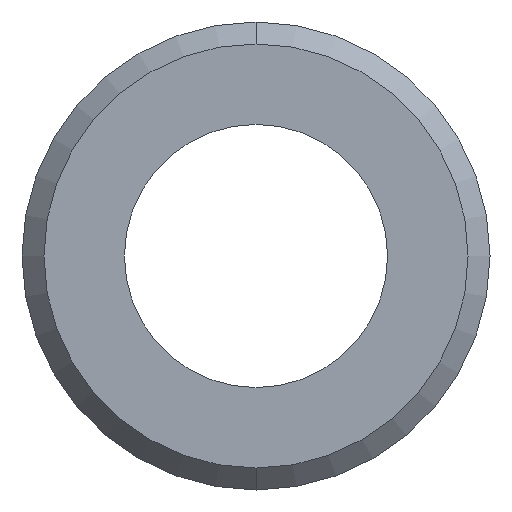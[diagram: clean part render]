
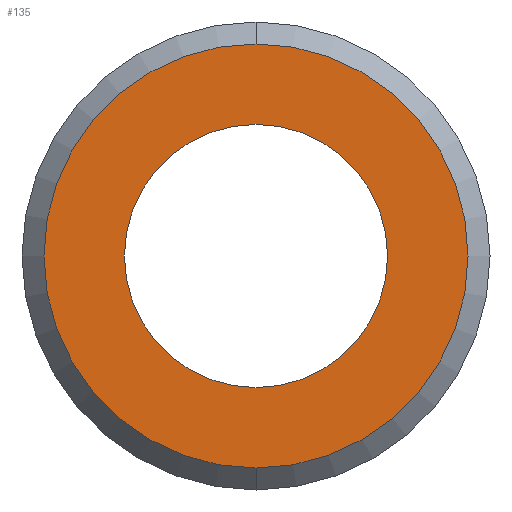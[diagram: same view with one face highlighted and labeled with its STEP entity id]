
A CAD part, front view. The second image highlights one B-rep face of the part: STEP entity #135.
In plain terms, the highlighted planar face has unit normal (0, -1, 0).
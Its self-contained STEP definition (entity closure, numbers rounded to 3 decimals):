
#1 = DIRECTION ( 'NONE',  ( 0., 0., -1. ) ) ;
#16 = CARTESIAN_POINT ( 'NONE',  ( 0., 0., 9. ) ) ;
#20 = AXIS2_PLACEMENT_3D ( 'NONE', #224, #86, #77 ) ;
#29 = EDGE_CURVE ( 'NONE', #291, #275, #84, .T. ) ;
#37 = CARTESIAN_POINT ( 'NONE',  ( 0., 0., 0. ) ) ;
#42 = CARTESIAN_POINT ( 'NONE',  ( 0., 0., -14.5 ) ) ;
#45 = CARTESIAN_POINT ( 'NONE',  ( 0., 0., 14.5 ) ) ;
#64 = DIRECTION ( 'NONE',  ( 0., -1., 0. ) ) ;
#69 = CIRCLE ( 'NONE', #130, 14.5 ) ;
#73 = FACE_OUTER_BOUND ( 'NONE', #242, .T. ) ;
#77 = DIRECTION ( 'NONE',  ( 0., 0., -1. ) ) ;
#78 = AXIS2_PLACEMENT_3D ( 'NONE', #37, #181, #264 ) ;
#82 = CIRCLE ( 'NONE', #20, 14.5 ) ;
#84 = CIRCLE ( 'NONE', #78, 9. ) ;
#86 = DIRECTION ( 'NONE',  ( 0., -1., 0. ) ) ;
#126 = EDGE_CURVE ( 'NONE', #275, #291, #203, .T. ) ;
#130 = AXIS2_PLACEMENT_3D ( 'NONE', #371, #64, #1 ) ;
#135 = ADVANCED_FACE ( 'NONE', ( #73, #195 ), #174, .T. ) ;
#153 = DIRECTION ( 'NONE',  ( 0., -1., 0. ) ) ;
#155 = DIRECTION ( 'NONE',  ( 0., 0., -1. ) ) ;
#156 = DIRECTION ( 'NONE',  ( 0., 0., 1. ) ) ;
#161 = CARTESIAN_POINT ( 'NONE',  ( 0., 0., -9. ) ) ;
#170 = AXIS2_PLACEMENT_3D ( 'NONE', #273, #272, #156 ) ;
#174 = PLANE ( 'NONE',  #228 ) ;
#181 = DIRECTION ( 'NONE',  ( 0., 1., 0. ) ) ;
#195 = FACE_BOUND ( 'NONE', #337, .T. ) ;
#203 = CIRCLE ( 'NONE', #170, 9. ) ;
#224 = CARTESIAN_POINT ( 'NONE',  ( 0., 0., 0. ) ) ;
#228 = AXIS2_PLACEMENT_3D ( 'NONE', #248, #153, #155 ) ;
#242 = EDGE_LOOP ( 'NONE', ( #290, #266 ) ) ;
#248 = CARTESIAN_POINT ( 'NONE',  ( -9., 0., 0. ) ) ;
#249 = ORIENTED_EDGE ( 'NONE', *, *, #29, .T. ) ;
#264 = DIRECTION ( 'NONE',  ( 0., 0., 1. ) ) ;
#266 = ORIENTED_EDGE ( 'NONE', *, *, #345, .T. ) ;
#272 = DIRECTION ( 'NONE',  ( 0., 1., 0. ) ) ;
#273 = CARTESIAN_POINT ( 'NONE',  ( 0., 0., 0. ) ) ;
#275 = VERTEX_POINT ( 'NONE', #16 ) ;
#283 = EDGE_CURVE ( 'NONE', #306, #341, #82, .T. ) ;
#290 = ORIENTED_EDGE ( 'NONE', *, *, #283, .T. ) ;
#291 = VERTEX_POINT ( 'NONE', #161 ) ;
#306 = VERTEX_POINT ( 'NONE', #45 ) ;
#326 = ORIENTED_EDGE ( 'NONE', *, *, #126, .T. ) ;
#337 = EDGE_LOOP ( 'NONE', ( #326, #249 ) ) ;
#341 = VERTEX_POINT ( 'NONE', #42 ) ;
#345 = EDGE_CURVE ( 'NONE', #341, #306, #69, .T. ) ;
#371 = CARTESIAN_POINT ( 'NONE',  ( 0., 0., 0. ) ) ;
